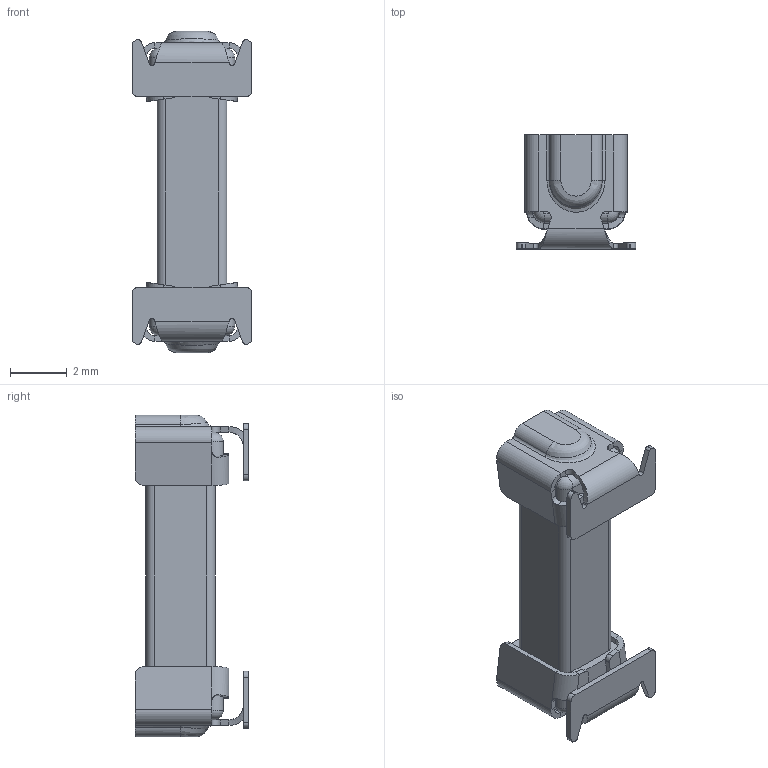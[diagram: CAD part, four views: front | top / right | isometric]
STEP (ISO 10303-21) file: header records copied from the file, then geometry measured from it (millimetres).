
FILE_DESCRIPTION (( 'STEP AP214' ), '1' );
FILE_NAME ('UMZ250.STEP', '2014-05-22T12:22:54', ( '' ), ( '' ), 'SwSTEP 2.0', 'SolidWorks 2012', '' );
FILE_SCHEMA (( 'AUTOMOTIVE_DESIGN' ));
Length unit declared in the file: millimetre
Products named in the file (1): UMZ250
Bounding box: 4.2 x 4 x 11.3 mm (x, y, z)
Volume: 82.1 mm3; surface area: 236.7 mm2
Topology: 1 solids, 1 shells, 272 faces, 672 edges, 396 vertices
Faces by surface type: plane 134, cylinder 98, torus 16, cone 12, bspline 12
Entity records: 11792 total; most frequent: CARTESIAN_POINT 2411, ORIENTED_EDGE 1344, DIRECTION 1326, EDGE_CURVE 672, AXIS2_PLACEMENT_3D 461, VECTOR 404, LINE 404, VERTEX_POINT 396
